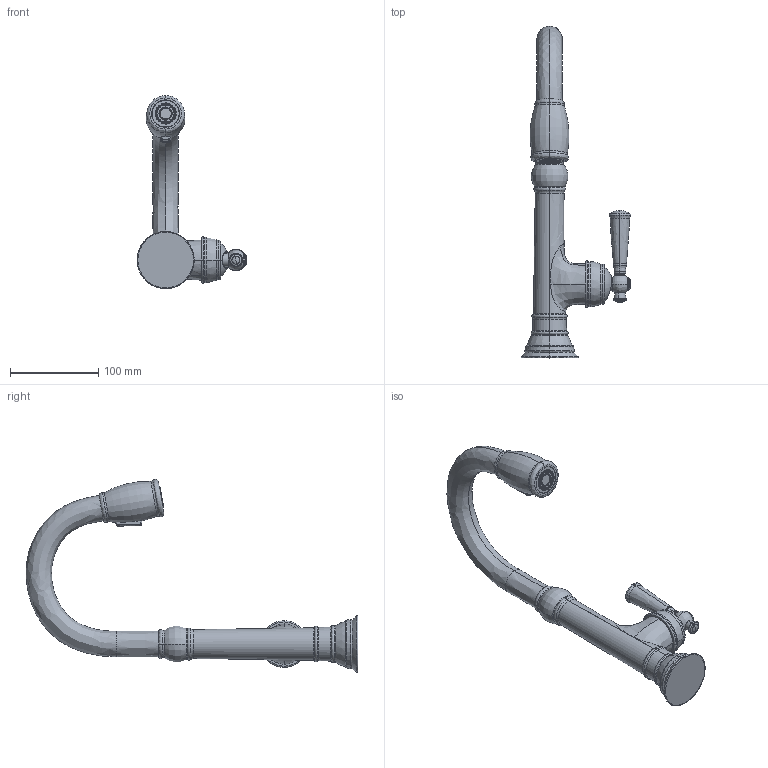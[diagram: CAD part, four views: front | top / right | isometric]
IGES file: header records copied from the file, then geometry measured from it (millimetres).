
Start section:  PTC IGES file: 2470-5223.igs
Global section: file name: 2470-5223.igs; native system: Creo Parametric by PTC Inc.; preprocessor: 2018400; author: jinson.thomas; organization: Unknown; date: 20210408.101825; units: inch
Bounding box: 124.68 x 376.94 x 219.4 mm (x, y, z)
Volume: 657103.1 mm3; surface area: 84661.1 mm2
Topology: 1 solids, 2 shells, 351 faces, 745 edges, 433 vertices
Faces by surface type: revolution 276, bspline 75
